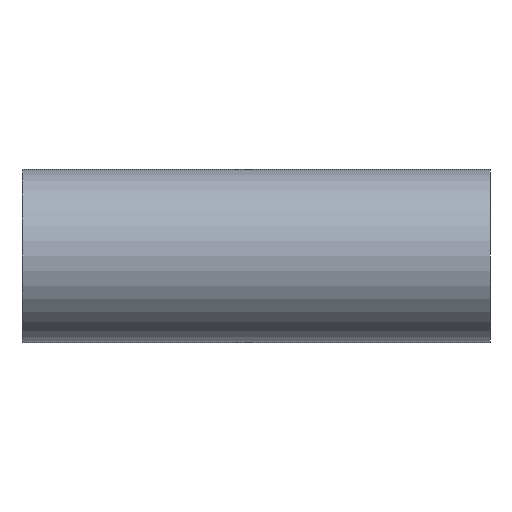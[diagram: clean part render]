
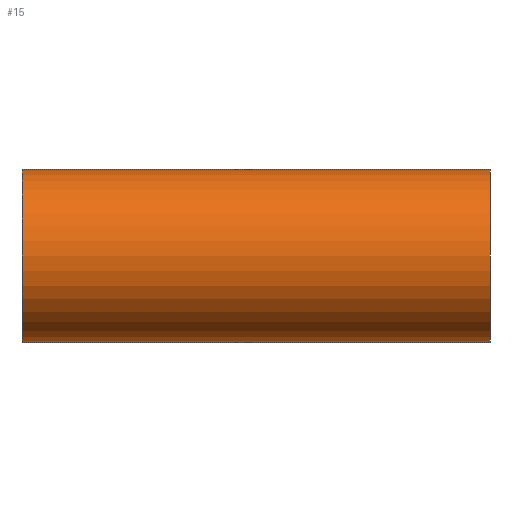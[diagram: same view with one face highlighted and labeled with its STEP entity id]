
A CAD part, front view. The second image highlights one B-rep face of the part: STEP entity #15.
In plain terms, the highlighted cylindrical face has radius 76.2 mm (diameter 152.4 mm), a full revolution.
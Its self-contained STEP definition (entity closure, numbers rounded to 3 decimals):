
#2 = DIRECTION ( 'NONE',  ( -1., 0., 0. ) ) ;
#3 = FACE_OUTER_BOUND ( 'NONE', #90, .T. ) ;
#5 = ORIENTED_EDGE ( 'NONE', *, *, #74, .T. ) ;
#15 = ADVANCED_FACE ( 'NONE', ( #45, #3 ), #71, .T. ) ;
#16 = CIRCLE ( 'NONE', #77, 76.2 ) ;
#19 = VERTEX_POINT ( 'NONE', #59 ) ;
#20 = DIRECTION ( 'NONE',  ( -1., 0., 0. ) ) ;
#25 = DIRECTION ( 'NONE',  ( 0., 0., 1. ) ) ;
#32 = CARTESIAN_POINT ( 'NONE',  ( -206., 0., 76.2 ) ) ;
#35 = CIRCLE ( 'NONE', #112, 76.2 ) ;
#39 = ORIENTED_EDGE ( 'NONE', *, *, #64, .F. ) ;
#44 = VERTEX_POINT ( 'NONE', #32 ) ;
#45 = FACE_OUTER_BOUND ( 'NONE', #46, .T. ) ;
#46 = EDGE_LOOP ( 'NONE', ( #39 ) ) ;
#47 = DIRECTION ( 'NONE',  ( 0., 0., 1. ) ) ;
#48 = CARTESIAN_POINT ( 'NONE',  ( -206., 0., 0. ) ) ;
#49 = AXIS2_PLACEMENT_3D ( 'NONE', #78, #2, #47 ) ;
#59 = CARTESIAN_POINT ( 'NONE',  ( 206., 0., 76.2 ) ) ;
#64 = EDGE_CURVE ( 'NONE', #44, #44, #35, .T. ) ;
#71 = CYLINDRICAL_SURFACE ( 'NONE', #49, 76.2 ) ;
#74 = EDGE_CURVE ( 'NONE', #19, #19, #16, .T. ) ;
#77 = AXIS2_PLACEMENT_3D ( 'NONE', #119, #20, #110 ) ;
#78 = CARTESIAN_POINT ( 'NONE',  ( 0., 0., 0. ) ) ;
#85 = DIRECTION ( 'NONE',  ( -1., 0., 0. ) ) ;
#90 = EDGE_LOOP ( 'NONE', ( #5 ) ) ;
#110 = DIRECTION ( 'NONE',  ( 0., 0., 1. ) ) ;
#112 = AXIS2_PLACEMENT_3D ( 'NONE', #48, #85, #25 ) ;
#119 = CARTESIAN_POINT ( 'NONE',  ( 206., 0., 0. ) ) ;
